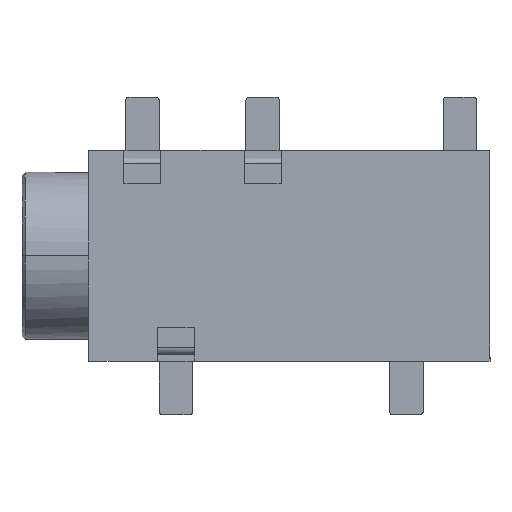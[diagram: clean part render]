
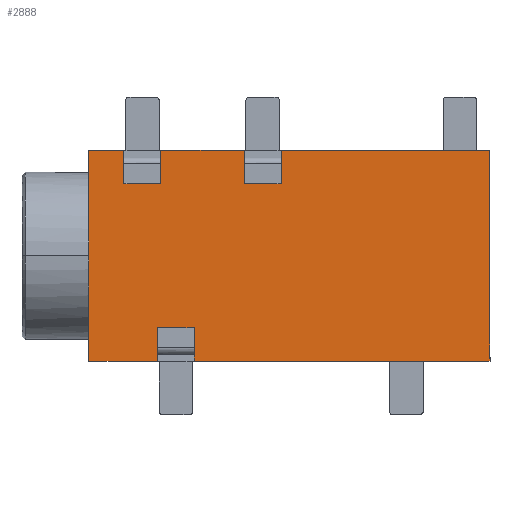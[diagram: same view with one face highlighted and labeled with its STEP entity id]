
A CAD part, top view. The second image highlights one B-rep face of the part: STEP entity #2888.
In plain terms, the highlighted planar face has unit normal (0, 0, 1).
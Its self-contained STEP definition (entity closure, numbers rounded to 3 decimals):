
#43 = EDGE_LOOP ( 'NONE', ( #22112, #1421, #12657, #4831, #13529, #20910, #2661, #12606, #17933, #378, #15602, #18818, #21962, #2332, #11315, #2441, #12202, #250 ) ) ;
#250 = ORIENTED_EDGE ( 'NONE', *, *, #21750, .T. ) ;
#378 = ORIENTED_EDGE ( 'NONE', *, *, #2514, .T. ) ;
#573 = DIRECTION ( 'NONE',  ( -1., 0., 0. ) ) ;
#701 = VERTEX_POINT ( 'NONE', #5231 ) ;
#794 = CARTESIAN_POINT ( 'NONE',  ( -4.2, -2.15, 4.4 ) ) ;
#844 = DIRECTION ( 'NONE',  ( 0., -1., 0. ) ) ;
#904 = VECTOR ( 'NONE', #573, 1000. ) ;
#1239 = CARTESIAN_POINT ( 'NONE',  ( -1.6, 3.15, 4.4 ) ) ;
#1264 = CARTESIAN_POINT ( 'NONE',  ( -5.2, 2.15, 4.4 ) ) ;
#1375 = DIRECTION ( 'NONE',  ( 0., -1., 0. ) ) ;
#1421 = ORIENTED_EDGE ( 'NONE', *, *, #16261, .F. ) ;
#1480 = DIRECTION ( 'NONE',  ( -1., 0., 0. ) ) ;
#1665 = LINE ( 'NONE', #8601, #18140 ) ;
#1878 = VECTOR ( 'NONE', #17134, 1000. ) ;
#1989 = VERTEX_POINT ( 'NONE', #19075 ) ;
#2332 = ORIENTED_EDGE ( 'NONE', *, *, #9328, .T. ) ;
#2441 = ORIENTED_EDGE ( 'NONE', *, *, #22155, .T. ) ;
#2514 = EDGE_CURVE ( 'NONE', #18541, #9539, #8018, .T. ) ;
#2526 = VERTEX_POINT ( 'NONE', #16167 ) ;
#2661 = ORIENTED_EDGE ( 'NONE', *, *, #5347, .F. ) ;
#2711 = DIRECTION ( 'NONE',  ( 0., 0., 1. ) ) ;
#2741 = LINE ( 'NONE', #9727, #9491 ) ;
#2888 = ADVANCED_FACE ( 'NONE', ( #11373 ), #6046, .T. ) ;
#3220 = LINE ( 'NONE', #13677, #21810 ) ;
#3402 = VECTOR ( 'NONE', #7837, 1000. ) ;
#3621 = VERTEX_POINT ( 'NONE', #20577 ) ;
#4322 = LINE ( 'NONE', #4557, #9016 ) ;
#4557 = CARTESIAN_POINT ( 'NONE',  ( -5.3, -2.15, 4.4 ) ) ;
#4641 = CARTESIAN_POINT ( 'NONE',  ( 4.65, -3.15, 4.4 ) ) ;
#4762 = CARTESIAN_POINT ( 'NONE',  ( -4.2, -3.15, 4.4 ) ) ;
#4831 = ORIENTED_EDGE ( 'NONE', *, *, #16347, .T. ) ;
#4881 = VECTOR ( 'NONE', #17049, 1000. ) ;
#5022 = EDGE_CURVE ( 'NONE', #15603, #9539, #16562, .T. ) ;
#5231 = CARTESIAN_POINT ( 'NONE',  ( 4.65, 3.15, 4.4 ) ) ;
#5347 = EDGE_CURVE ( 'NONE', #3621, #20385, #3220, .T. ) ;
#5490 = VERTEX_POINT ( 'NONE', #18715 ) ;
#5764 = DIRECTION ( 'NONE',  ( 0., -1., 0. ) ) ;
#5819 = EDGE_CURVE ( 'NONE', #21563, #6135, #11695, .T. ) ;
#6046 = PLANE ( 'NONE',  #16969 ) ;
#6055 = LINE ( 'NONE', #12832, #11442 ) ;
#6135 = VERTEX_POINT ( 'NONE', #6234 ) ;
#6190 = DIRECTION ( 'NONE',  ( 1., 0., 0. ) ) ;
#6234 = CARTESIAN_POINT ( 'NONE',  ( -7.35, 1.187, 4.4 ) ) ;
#6632 = CARTESIAN_POINT ( 'NONE',  ( -5.2, 2.15, 4.4 ) ) ;
#6701 = LINE ( 'NONE', #20277, #11947 ) ;
#7075 = CARTESIAN_POINT ( 'NONE',  ( 4.65, -3.15, 4.4 ) ) ;
#7753 = VECTOR ( 'NONE', #1375, 1000. ) ;
#7837 = DIRECTION ( 'NONE',  ( 1., 0., 0. ) ) ;
#8018 = LINE ( 'NONE', #18186, #19877 ) ;
#8351 = LINE ( 'NONE', #6632, #4881 ) ;
#8420 = VECTOR ( 'NONE', #15193, 1000. ) ;
#8589 = CARTESIAN_POINT ( 'NONE',  ( -7.35, 3.15, 4.4 ) ) ;
#8601 = CARTESIAN_POINT ( 'NONE',  ( -6.3, 2.15, 4.4 ) ) ;
#8706 = CARTESIAN_POINT ( 'NONE',  ( -2.7, 3.15, 4.4 ) ) ;
#8942 = EDGE_CURVE ( 'NONE', #13948, #5490, #6055, .T. ) ;
#9016 = VECTOR ( 'NONE', #18017, 1000. ) ;
#9246 = CARTESIAN_POINT ( 'NONE',  ( -1.35, 0., 4.4 ) ) ;
#9328 = EDGE_CURVE ( 'NONE', #10505, #21563, #20611, .T. ) ;
#9491 = VECTOR ( 'NONE', #6190, 1000. ) ;
#9539 = VERTEX_POINT ( 'NONE', #11208 ) ;
#9615 = EDGE_CURVE ( 'NONE', #13121, #701, #15291, .T. ) ;
#9727 = CARTESIAN_POINT ( 'NONE',  ( -2.7, 2.15, 4.4 ) ) ;
#9765 = CARTESIAN_POINT ( 'NONE',  ( 4.65, 3.15, 4.4 ) ) ;
#10051 = EDGE_CURVE ( 'NONE', #19846, #20658, #4322, .T. ) ;
#10293 = VERTEX_POINT ( 'NONE', #4762 ) ;
#10505 = VERTEX_POINT ( 'NONE', #17753 ) ;
#10588 = LINE ( 'NONE', #13939, #1878 ) ;
#10963 = DIRECTION ( 'NONE',  ( 0., 1., 0. ) ) ;
#11208 = CARTESIAN_POINT ( 'NONE',  ( -5.2, 3.15, 4.4 ) ) ;
#11315 = ORIENTED_EDGE ( 'NONE', *, *, #5819, .T. ) ;
#11373 = FACE_OUTER_BOUND ( 'NONE', #43, .T. ) ;
#11415 = CARTESIAN_POINT ( 'NONE',  ( -5.3, -3.15, 4.4 ) ) ;
#11442 = VECTOR ( 'NONE', #16245, 1000. ) ;
#11570 = EDGE_CURVE ( 'NONE', #17432, #10505, #1665, .T. ) ;
#11665 = CARTESIAN_POINT ( 'NONE',  ( -4.2, -2.15, 4.4 ) ) ;
#11695 = LINE ( 'NONE', #16895, #7753 ) ;
#11947 = VECTOR ( 'NONE', #13492, 1000. ) ;
#12202 = ORIENTED_EDGE ( 'NONE', *, *, #8942, .T. ) ;
#12606 = ORIENTED_EDGE ( 'NONE', *, *, #13742, .F. ) ;
#12657 = ORIENTED_EDGE ( 'NONE', *, *, #16319, .T. ) ;
#12832 = CARTESIAN_POINT ( 'NONE',  ( -7.35, 3.15, 4.4 ) ) ;
#13003 = LINE ( 'NONE', #4641, #3402 ) ;
#13121 = VERTEX_POINT ( 'NONE', #7075 ) ;
#13128 = LINE ( 'NONE', #11665, #13911 ) ;
#13492 = DIRECTION ( 'NONE',  ( 0., 1., 0. ) ) ;
#13529 = ORIENTED_EDGE ( 'NONE', *, *, #9615, .T. ) ;
#13677 = CARTESIAN_POINT ( 'NONE',  ( -1.6, 2.15, 4.4 ) ) ;
#13742 = EDGE_CURVE ( 'NONE', #2526, #3621, #2741, .T. ) ;
#13751 = CARTESIAN_POINT ( 'NONE',  ( -7.35, -1.187, 4.4 ) ) ;
#13911 = VECTOR ( 'NONE', #20036, 1000. ) ;
#13939 = CARTESIAN_POINT ( 'NONE',  ( 4.65, 3.15, 4.4 ) ) ;
#13948 = VERTEX_POINT ( 'NONE', #13751 ) ;
#14152 = EDGE_CURVE ( 'NONE', #701, #20385, #10588, .T. ) ;
#15136 = VECTOR ( 'NONE', #17086, 1000. ) ;
#15193 = DIRECTION ( 'NONE',  ( 0., 1., 0. ) ) ;
#15280 = CARTESIAN_POINT ( 'NONE',  ( -5.2, 2.15, 4.4 ) ) ;
#15291 = LINE ( 'NONE', #9765, #15136 ) ;
#15602 = ORIENTED_EDGE ( 'NONE', *, *, #5022, .F. ) ;
#15603 = VERTEX_POINT ( 'NONE', #15280 ) ;
#15807 = EDGE_CURVE ( 'NONE', #17432, #15603, #8351, .T. ) ;
#16090 = LINE ( 'NONE', #794, #904 ) ;
#16167 = CARTESIAN_POINT ( 'NONE',  ( -2.7, 2.15, 4.4 ) ) ;
#16245 = DIRECTION ( 'NONE',  ( 0., -1., 0. ) ) ;
#16261 = EDGE_CURVE ( 'NONE', #1989, #19846, #16090, .T. ) ;
#16319 = EDGE_CURVE ( 'NONE', #1989, #10293, #13128, .T. ) ;
#16347 = EDGE_CURVE ( 'NONE', #10293, #13121, #13003, .T. ) ;
#16562 = LINE ( 'NONE', #1264, #8420 ) ;
#16713 = LINE ( 'NONE', #18171, #20631 ) ;
#16895 = CARTESIAN_POINT ( 'NONE',  ( -7.35, 3.15, 4.4 ) ) ;
#16969 = AXIS2_PLACEMENT_3D ( 'NONE', #9246, #2711, #844 ) ;
#17049 = DIRECTION ( 'NONE',  ( 1., 0., 0. ) ) ;
#17086 = DIRECTION ( 'NONE',  ( 0., 1., 0. ) ) ;
#17134 = DIRECTION ( 'NONE',  ( -1., 0., 0. ) ) ;
#17432 = VERTEX_POINT ( 'NONE', #21353 ) ;
#17753 = CARTESIAN_POINT ( 'NONE',  ( -6.3, 3.15, 4.4 ) ) ;
#17841 = DIRECTION ( 'NONE',  ( -1., 0., 0. ) ) ;
#17933 = ORIENTED_EDGE ( 'NONE', *, *, #21359, .T. ) ;
#18017 = DIRECTION ( 'NONE',  ( 0., -1., 0. ) ) ;
#18140 = VECTOR ( 'NONE', #10963, 1000. ) ;
#18163 = VECTOR ( 'NONE', #5764, 1000. ) ;
#18171 = CARTESIAN_POINT ( 'NONE',  ( 4.65, -3.15, 4.4 ) ) ;
#18186 = CARTESIAN_POINT ( 'NONE',  ( 4.65, 3.15, 4.4 ) ) ;
#18541 = VERTEX_POINT ( 'NONE', #8706 ) ;
#18715 = CARTESIAN_POINT ( 'NONE',  ( -7.35, -3.15, 4.4 ) ) ;
#18818 = ORIENTED_EDGE ( 'NONE', *, *, #15807, .F. ) ;
#19075 = CARTESIAN_POINT ( 'NONE',  ( -4.2, -2.15, 4.4 ) ) ;
#19846 = VERTEX_POINT ( 'NONE', #20510 ) ;
#19877 = VECTOR ( 'NONE', #17841, 1000. ) ;
#19978 = DIRECTION ( 'NONE',  ( 1., 0., 0. ) ) ;
#20036 = DIRECTION ( 'NONE',  ( 0., -1., 0. ) ) ;
#20277 = CARTESIAN_POINT ( 'NONE',  ( -2.7, 2.15, 4.4 ) ) ;
#20385 = VERTEX_POINT ( 'NONE', #1239 ) ;
#20502 = CARTESIAN_POINT ( 'NONE',  ( 4.65, 3.15, 4.4 ) ) ;
#20510 = CARTESIAN_POINT ( 'NONE',  ( -5.3, -2.15, 4.4 ) ) ;
#20577 = CARTESIAN_POINT ( 'NONE',  ( -1.6, 2.15, 4.4 ) ) ;
#20584 = DIRECTION ( 'NONE',  ( 0., 1., 0. ) ) ;
#20611 = LINE ( 'NONE', #20502, #21927 ) ;
#20631 = VECTOR ( 'NONE', #19978, 1000. ) ;
#20658 = VERTEX_POINT ( 'NONE', #11415 ) ;
#20910 = ORIENTED_EDGE ( 'NONE', *, *, #14152, .T. ) ;
#21044 = LINE ( 'NONE', #21156, #18163 ) ;
#21156 = CARTESIAN_POINT ( 'NONE',  ( -7.35, 3.15, 4.4 ) ) ;
#21353 = CARTESIAN_POINT ( 'NONE',  ( -6.3, 2.15, 4.4 ) ) ;
#21359 = EDGE_CURVE ( 'NONE', #2526, #18541, #6701, .T. ) ;
#21563 = VERTEX_POINT ( 'NONE', #8589 ) ;
#21750 = EDGE_CURVE ( 'NONE', #5490, #20658, #16713, .T. ) ;
#21810 = VECTOR ( 'NONE', #20584, 1000. ) ;
#21927 = VECTOR ( 'NONE', #1480, 1000. ) ;
#21962 = ORIENTED_EDGE ( 'NONE', *, *, #11570, .T. ) ;
#22112 = ORIENTED_EDGE ( 'NONE', *, *, #10051, .F. ) ;
#22155 = EDGE_CURVE ( 'NONE', #6135, #13948, #21044, .T. ) ;
